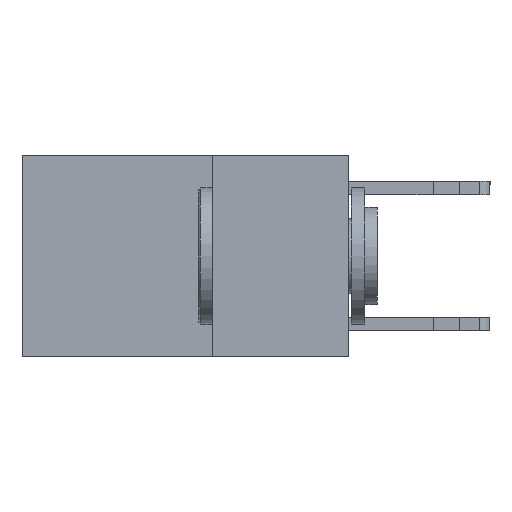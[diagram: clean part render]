
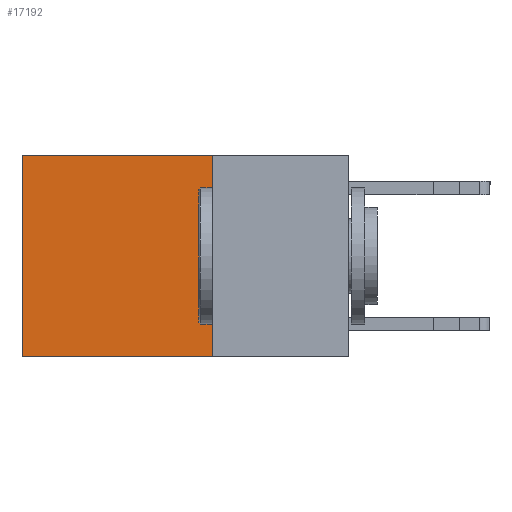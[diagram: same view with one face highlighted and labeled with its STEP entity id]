
A CAD part, left-side view. The second image highlights one B-rep face of the part: STEP entity #17192.
In plain terms, the highlighted planar face has unit normal (-1, 0, 0).
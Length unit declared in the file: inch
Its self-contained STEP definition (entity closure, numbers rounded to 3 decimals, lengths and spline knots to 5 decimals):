
#85 = AXIS2_PLACEMENT_3D ( 'NONE', #17991, #19782, #7044 ) ;
#124 = DIRECTION ( 'NONE',  ( 0., 0., -1. ) ) ;
#275 = VERTEX_POINT ( 'NONE', #16767 ) ;
#325 = VECTOR ( 'NONE', #4725, 39.37008 ) ;
#419 = DIRECTION ( 'NONE',  ( 0., 1., 0. ) ) ;
#516 = ORIENTED_EDGE ( 'NONE', *, *, #6753, .F. ) ;
#1841 = PLANE ( 'NONE',  #85 ) ;
#2006 = CARTESIAN_POINT ( 'NONE',  ( 0.2625, 0.25, 0. ) ) ;
#2685 = ORIENTED_EDGE ( 'NONE', *, *, #20179, .F. ) ;
#3353 = EDGE_CURVE ( 'NONE', #14963, #275, #9854, .T. ) ;
#3459 = LINE ( 'NONE', #4603, #9699 ) ;
#3966 = CARTESIAN_POINT ( 'NONE',  ( 0.2625, 0.25, 0. ) ) ;
#4603 = CARTESIAN_POINT ( 'NONE',  ( 0.2625, 0.25, 0. ) ) ;
#4707 = EDGE_CURVE ( 'NONE', #275, #14420, #8104, .T. ) ;
#4725 = DIRECTION ( 'NONE',  ( 0., 1., 0. ) ) ;
#5737 = EDGE_LOOP ( 'NONE', ( #17245, #2685, #516, #6978 ) ) ;
#5984 = LINE ( 'NONE', #12507, #325 ) ;
#6140 = VECTOR ( 'NONE', #419, 39.37008 ) ;
#6753 = EDGE_CURVE ( 'NONE', #14963, #7854, #3459, .T. ) ;
#6978 = ORIENTED_EDGE ( 'NONE', *, *, #3353, .T. ) ;
#7044 = DIRECTION ( 'NONE',  ( 0., 0., -1. ) ) ;
#7854 = VERTEX_POINT ( 'NONE', #18485 ) ;
#8104 = LINE ( 'NONE', #11257, #17712 ) ;
#8923 = DIRECTION ( 'NONE',  ( 0., 0., -1. ) ) ;
#9699 = VECTOR ( 'NONE', #8923, 39.37008 ) ;
#9854 = LINE ( 'NONE', #2006, #6140 ) ;
#11257 = CARTESIAN_POINT ( 'NONE',  ( 0.2625, 0.6, 0. ) ) ;
#12507 = CARTESIAN_POINT ( 'NONE',  ( 0.2625, 0.25, -0.37 ) ) ;
#14420 = VERTEX_POINT ( 'NONE', #18378 ) ;
#14963 = VERTEX_POINT ( 'NONE', #3966 ) ;
#16767 = CARTESIAN_POINT ( 'NONE',  ( 0.2625, 0.6, 0. ) ) ;
#17192 = ADVANCED_FACE ( 'NONE', ( #17892 ), #1841, .F. ) ;
#17245 = ORIENTED_EDGE ( 'NONE', *, *, #4707, .T. ) ;
#17712 = VECTOR ( 'NONE', #124, 39.37008 ) ;
#17892 = FACE_OUTER_BOUND ( 'NONE', #5737, .T. ) ;
#17991 = CARTESIAN_POINT ( 'NONE',  ( 0.2625, 0.25, 0. ) ) ;
#18378 = CARTESIAN_POINT ( 'NONE',  ( 0.2625, 0.6, -0.37 ) ) ;
#18485 = CARTESIAN_POINT ( 'NONE',  ( 0.2625, 0.25, -0.37 ) ) ;
#19782 = DIRECTION ( 'NONE',  ( 1., 0., 0. ) ) ;
#20179 = EDGE_CURVE ( 'NONE', #7854, #14420, #5984, .T. ) ;
